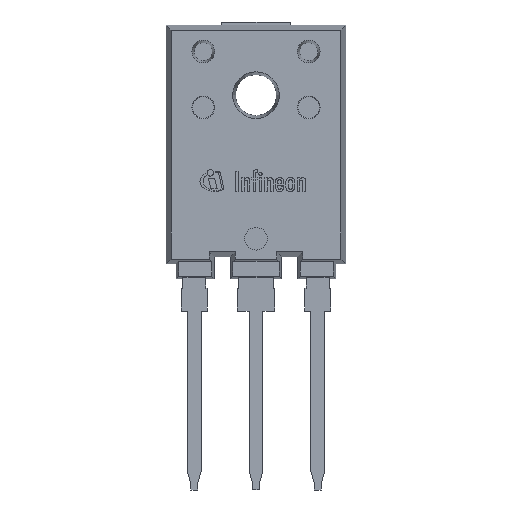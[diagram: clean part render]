
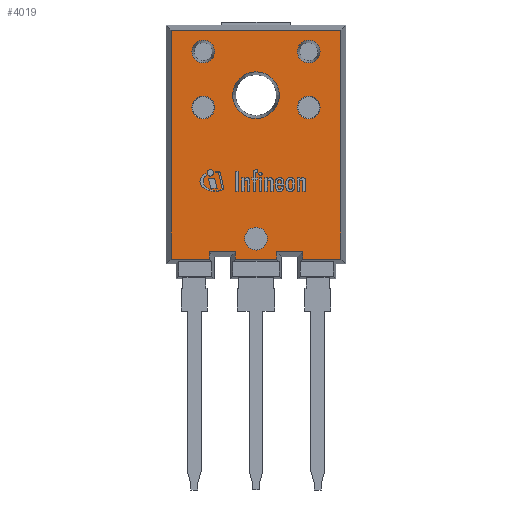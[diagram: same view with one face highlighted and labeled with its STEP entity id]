
A CAD part, left-side view. The second image highlights one B-rep face of the part: STEP entity #4019.
In plain terms, the highlighted planar face has unit normal (-1, 0, 0).
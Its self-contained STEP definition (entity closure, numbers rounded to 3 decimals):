
#88=FACE_BOUND('',#507,.T.);
#89=FACE_BOUND('',#508,.T.);
#90=FACE_BOUND('',#509,.T.);
#91=FACE_BOUND('',#510,.T.);
#92=FACE_BOUND('',#511,.T.);
#93=FACE_BOUND('',#512,.T.);
#104=CIRCLE('',#4234,2.052);
#108=CIRCLE('',#4240,1.);
#111=CIRCLE('',#4246,1.);
#113=CIRCLE('',#4270,1.);
#115=CIRCLE('',#4274,1.);
#117=CIRCLE('',#4278,1.);
#261=FACE_OUTER_BOUND('',#506,.T.);
#506=EDGE_LOOP('',(#3037,#3038,#3039,#3040,#3041,#3042,#3043,#3044,#3045,
#3046,#3047,#3048));
#507=EDGE_LOOP('',(#3049));
#508=EDGE_LOOP('',(#3050));
#509=EDGE_LOOP('',(#3051));
#510=EDGE_LOOP('',(#3052));
#511=EDGE_LOOP('',(#3053));
#512=EDGE_LOOP('',(#3054));
#854=LINE('',#5822,#1355);
#861=LINE('',#5836,#1362);
#864=LINE('',#5842,#1365);
#866=LINE('',#5865,#1367);
#870=LINE('',#5872,#1371);
#872=LINE('',#5876,#1373);
#875=LINE('',#5882,#1376);
#878=LINE('',#5887,#1379);
#880=LINE('',#5891,#1381);
#883=LINE('',#5897,#1384);
#886=LINE('',#5902,#1387);
#888=LINE('',#5905,#1389);
#1355=VECTOR('',#4785,1.);
#1362=VECTOR('',#4796,1.);
#1365=VECTOR('',#4801,1.);
#1367=VECTOR('',#4829,1.);
#1371=VECTOR('',#4835,1.);
#1373=VECTOR('',#4839,1.);
#1376=VECTOR('',#4844,1.);
#1379=VECTOR('',#4849,1.);
#1381=VECTOR('',#4853,1.);
#1384=VECTOR('',#4858,1.);
#1387=VECTOR('',#4863,1.);
#1389=VECTOR('',#4867,1.);
#1761=VERTEX_POINT('',#5701);
#1765=VERTEX_POINT('',#5711);
#1768=VERTEX_POINT('',#5720);
#1802=VERTEX_POINT('',#5819);
#1803=VERTEX_POINT('',#5821);
#1807=VERTEX_POINT('',#5833);
#1808=VERTEX_POINT('',#5835);
#1809=VERTEX_POINT('',#5839);
#1810=VERTEX_POINT('',#5841);
#1812=VERTEX_POINT('',#5847);
#1814=VERTEX_POINT('',#5853);
#1816=VERTEX_POINT('',#5859);
#1817=VERTEX_POINT('',#5863);
#1818=VERTEX_POINT('',#5864);
#1821=VERTEX_POINT('',#5875);
#1823=VERTEX_POINT('',#5881);
#1825=VERTEX_POINT('',#5890);
#1827=VERTEX_POINT('',#5896);
#2183=EDGE_CURVE('',#1761,#1761,#104,.T.);
#2187=EDGE_CURVE('',#1765,#1765,#108,.T.);
#2190=EDGE_CURVE('',#1768,#1768,#111,.T.);
#2238=EDGE_CURVE('',#1802,#1803,#854,.T.);
#2245=EDGE_CURVE('',#1807,#1808,#861,.T.);
#2248=EDGE_CURVE('',#1809,#1810,#864,.T.);
#2251=EDGE_CURVE('',#1812,#1812,#113,.T.);
#2253=EDGE_CURVE('',#1814,#1814,#115,.T.);
#2255=EDGE_CURVE('',#1816,#1816,#117,.T.);
#2256=EDGE_CURVE('',#1817,#1818,#866,.T.);
#2260=EDGE_CURVE('',#1818,#1809,#870,.T.);
#2262=EDGE_CURVE('',#1810,#1821,#872,.T.);
#2265=EDGE_CURVE('',#1821,#1823,#875,.T.);
#2268=EDGE_CURVE('',#1823,#1807,#878,.T.);
#2270=EDGE_CURVE('',#1808,#1825,#880,.T.);
#2273=EDGE_CURVE('',#1825,#1827,#883,.T.);
#2276=EDGE_CURVE('',#1827,#1802,#886,.T.);
#2278=EDGE_CURVE('',#1803,#1817,#888,.T.);
#3037=ORIENTED_EDGE('',*,*,#2256,.F.);
#3038=ORIENTED_EDGE('',*,*,#2278,.F.);
#3039=ORIENTED_EDGE('',*,*,#2238,.F.);
#3040=ORIENTED_EDGE('',*,*,#2276,.F.);
#3041=ORIENTED_EDGE('',*,*,#2273,.F.);
#3042=ORIENTED_EDGE('',*,*,#2270,.F.);
#3043=ORIENTED_EDGE('',*,*,#2245,.F.);
#3044=ORIENTED_EDGE('',*,*,#2268,.F.);
#3045=ORIENTED_EDGE('',*,*,#2265,.F.);
#3046=ORIENTED_EDGE('',*,*,#2262,.F.);
#3047=ORIENTED_EDGE('',*,*,#2248,.F.);
#3048=ORIENTED_EDGE('',*,*,#2260,.F.);
#3049=ORIENTED_EDGE('',*,*,#2183,.T.);
#3050=ORIENTED_EDGE('',*,*,#2187,.T.);
#3051=ORIENTED_EDGE('',*,*,#2251,.T.);
#3052=ORIENTED_EDGE('',*,*,#2190,.T.);
#3053=ORIENTED_EDGE('',*,*,#2253,.T.);
#3054=ORIENTED_EDGE('',*,*,#2255,.T.);
#3804=PLANE('',#4289);
#4019=ADVANCED_FACE('',(#261,#88,#89,#90,#91,#92,#93),#3804,.T.);
#4234=AXIS2_PLACEMENT_3D('',#5702,#4676,#4677);
#4240=AXIS2_PLACEMENT_3D('',#5712,#4688,#4689);
#4246=AXIS2_PLACEMENT_3D('',#5721,#4700,#4701);
#4270=AXIS2_PLACEMENT_3D('',#5848,#4807,#4808);
#4274=AXIS2_PLACEMENT_3D('',#5854,#4815,#4816);
#4278=AXIS2_PLACEMENT_3D('',#5860,#4823,#4824);
#4289=AXIS2_PLACEMENT_3D('',#5907,#4869,#4870);
#4676=DIRECTION('center_axis',(1.,0.,0.));
#4677=DIRECTION('ref_axis',(0.,1.,0.));
#4688=DIRECTION('center_axis',(1.,0.,0.));
#4689=DIRECTION('ref_axis',(0.,1.,0.));
#4700=DIRECTION('center_axis',(1.,0.,0.));
#4701=DIRECTION('ref_axis',(0.,1.,0.));
#4785=DIRECTION('',(0.,1.,0.));
#4796=DIRECTION('',(0.,1.,0.));
#4801=DIRECTION('',(0.,1.,0.));
#4807=DIRECTION('center_axis',(1.,0.,0.));
#4808=DIRECTION('ref_axis',(0.,1.,0.));
#4815=DIRECTION('center_axis',(1.,0.,0.));
#4816=DIRECTION('ref_axis',(0.,1.,0.));
#4823=DIRECTION('center_axis',(1.,0.,0.));
#4824=DIRECTION('ref_axis',(0.,1.,0.));
#4829=DIRECTION('',(0.,1.,0.));
#4835=DIRECTION('',(0.,0.,-1.));
#4839=DIRECTION('',(0.,0.,1.));
#4844=DIRECTION('',(0.,1.,0.));
#4849=DIRECTION('',(0.,0.,-1.));
#4853=DIRECTION('',(0.,0.,1.));
#4858=DIRECTION('',(0.,-1.,0.));
#4863=DIRECTION('',(0.,0.,-1.));
#4867=DIRECTION('',(0.,0.,1.));
#4869=DIRECTION('center_axis',(-1.,0.,0.));
#4870=DIRECTION('ref_axis',(0.,-1.,0.));
#5701=CARTESIAN_POINT('',(-2.09,-2.052,19.02));
#5702=CARTESIAN_POINT('Origin',(-2.09,0.,19.02));
#5711=CARTESIAN_POINT('',(-2.09,-5.64,17.94));
#5712=CARTESIAN_POINT('Origin',(-2.09,-4.64,17.94));
#5720=CARTESIAN_POINT('',(-2.09,3.64,17.94));
#5721=CARTESIAN_POINT('Origin',(-2.09,4.64,17.94));
#5819=CARTESIAN_POINT('',(-2.09,-7.479,4.581));
#5821=CARTESIAN_POINT('',(-2.09,-4.116,4.581));
#5822=CARTESIAN_POINT('',(-2.09,-7.9,4.581));
#5833=CARTESIAN_POINT('',(-2.09,4.116,4.581));
#5835=CARTESIAN_POINT('',(-2.09,7.479,4.581));
#5836=CARTESIAN_POINT('',(-2.09,3.695,4.581));
#5839=CARTESIAN_POINT('',(-2.09,-1.824,4.581));
#5841=CARTESIAN_POINT('',(-2.09,1.824,4.581));
#5842=CARTESIAN_POINT('',(-2.09,-2.245,4.581));
#5847=CARTESIAN_POINT('',(-2.09,3.64,22.85));
#5848=CARTESIAN_POINT('Origin',(-2.09,4.64,22.85));
#5853=CARTESIAN_POINT('',(-2.09,-5.64,22.85));
#5854=CARTESIAN_POINT('Origin',(-2.09,-4.64,22.85));
#5859=CARTESIAN_POINT('',(-2.09,-1.,6.38));
#5860=CARTESIAN_POINT('Origin',(-2.09,0.,6.38));
#5863=CARTESIAN_POINT('',(-2.09,-4.116,5.224));
#5864=CARTESIAN_POINT('',(-2.09,-1.824,5.224));
#5865=CARTESIAN_POINT('',(-2.09,-3.695,5.224));
#5872=CARTESIAN_POINT('',(-2.09,-1.824,4.803));
#5875=CARTESIAN_POINT('',(-2.09,1.824,5.224));
#5876=CARTESIAN_POINT('',(-2.09,1.824,4.16));
#5881=CARTESIAN_POINT('',(-2.09,4.116,5.224));
#5882=CARTESIAN_POINT('',(-2.09,2.245,5.224));
#5887=CARTESIAN_POINT('',(-2.09,4.116,4.803));
#5890=CARTESIAN_POINT('',(-2.09,7.479,24.739));
#5891=CARTESIAN_POINT('',(-2.09,7.479,4.16));
#5896=CARTESIAN_POINT('',(-2.09,-7.479,24.739));
#5897=CARTESIAN_POINT('',(-2.09,7.9,24.739));
#5902=CARTESIAN_POINT('',(-2.09,-7.479,25.16));
#5905=CARTESIAN_POINT('',(-2.09,-4.116,4.16));
#5907=CARTESIAN_POINT('Origin',(-2.09,0.,14.341));
